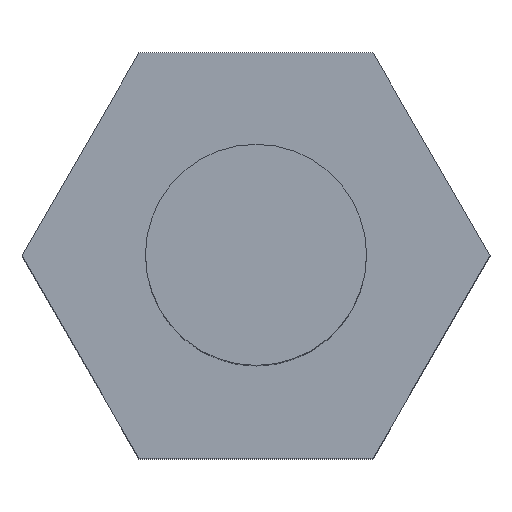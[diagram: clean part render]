
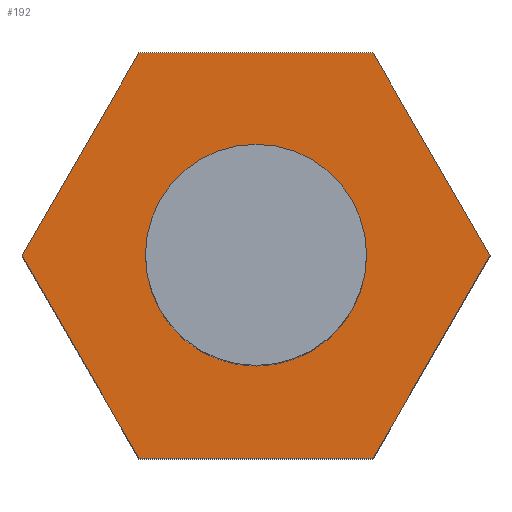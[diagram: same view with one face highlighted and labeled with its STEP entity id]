
A CAD part, top view. The second image highlights one B-rep face of the part: STEP entity #192.
In plain terms, the highlighted planar face has unit normal (0, 0, 1).
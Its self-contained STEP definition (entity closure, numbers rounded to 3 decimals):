
#17=LINE('',#283,#35);
#20=LINE('',#289,#38);
#23=LINE('',#295,#41);
#26=LINE('',#301,#44);
#29=LINE('',#307,#47);
#32=LINE('',#311,#50);
#35=VECTOR('',#233,3.175);
#38=VECTOR('',#238,3.175);
#41=VECTOR('',#243,3.175);
#44=VECTOR('',#248,3.175);
#47=VECTOR('',#253,3.175);
#50=VECTOR('',#258,3.175);
#59=PLANE('',#210);
#63=FACE_BOUND('',#93,.T.);
#77=FACE_OUTER_BOUND('',#92,.T.);
#92=EDGE_LOOP('',(#173,#174,#175,#176,#177,#178));
#93=EDGE_LOOP('',(#179));
#97=CIRCLE('',#201,1.5);
#101=VERTEX_POINT('',#273);
#104=VERTEX_POINT('',#280);
#105=VERTEX_POINT('',#282);
#107=VERTEX_POINT('',#288);
#109=VERTEX_POINT('',#294);
#111=VERTEX_POINT('',#300);
#113=VERTEX_POINT('',#306);
#117=EDGE_CURVE('',#101,#101,#97,.T.);
#120=EDGE_CURVE('',#105,#104,#17,.T.);
#123=EDGE_CURVE('',#107,#105,#20,.T.);
#126=EDGE_CURVE('',#109,#107,#23,.T.);
#129=EDGE_CURVE('',#111,#109,#26,.T.);
#132=EDGE_CURVE('',#113,#111,#29,.T.);
#135=EDGE_CURVE('',#104,#113,#32,.T.);
#173=ORIENTED_EDGE('',*,*,#135,.T.);
#174=ORIENTED_EDGE('',*,*,#132,.T.);
#175=ORIENTED_EDGE('',*,*,#129,.T.);
#176=ORIENTED_EDGE('',*,*,#126,.T.);
#177=ORIENTED_EDGE('',*,*,#123,.T.);
#178=ORIENTED_EDGE('',*,*,#120,.T.);
#179=ORIENTED_EDGE('',*,*,#117,.T.);
#192=ADVANCED_FACE('',(#77,#63),#59,.T.);
#201=AXIS2_PLACEMENT_3D('',#274,#225,#226);
#210=AXIS2_PLACEMENT_3D('',#313,#261,#262);
#225=DIRECTION('center_axis',(0.,0.,-1.));
#226=DIRECTION('ref_axis',(-1.,0.,0.));
#233=DIRECTION('',(-0.5,0.866,0.));
#238=DIRECTION('',(0.5,0.866,0.));
#243=DIRECTION('',(1.,0.,0.));
#248=DIRECTION('',(0.5,-0.866,0.));
#253=DIRECTION('',(-0.5,-0.866,0.));
#258=DIRECTION('',(-1.,0.,0.));
#261=DIRECTION('center_axis',(0.,0.,1.));
#262=DIRECTION('ref_axis',(1.,0.,0.));
#273=CARTESIAN_POINT('',(1.5,0.,7.));
#274=CARTESIAN_POINT('Origin',(0.,0.,7.));
#280=CARTESIAN_POINT('',(1.588,2.75,7.));
#282=CARTESIAN_POINT('',(3.175,0.,7.));
#283=CARTESIAN_POINT('',(1.588,2.75,7.));
#288=CARTESIAN_POINT('',(1.588,-2.75,7.));
#289=CARTESIAN_POINT('',(3.175,0.,7.));
#294=CARTESIAN_POINT('',(-1.588,-2.75,7.));
#295=CARTESIAN_POINT('',(1.588,-2.75,7.));
#300=CARTESIAN_POINT('',(-3.175,0.,7.));
#301=CARTESIAN_POINT('',(-1.588,-2.75,7.));
#306=CARTESIAN_POINT('',(-1.588,2.75,7.));
#307=CARTESIAN_POINT('',(-3.175,0.,7.));
#311=CARTESIAN_POINT('',(-1.588,2.75,7.));
#313=CARTESIAN_POINT('Origin',(0.,0.,
7.));
